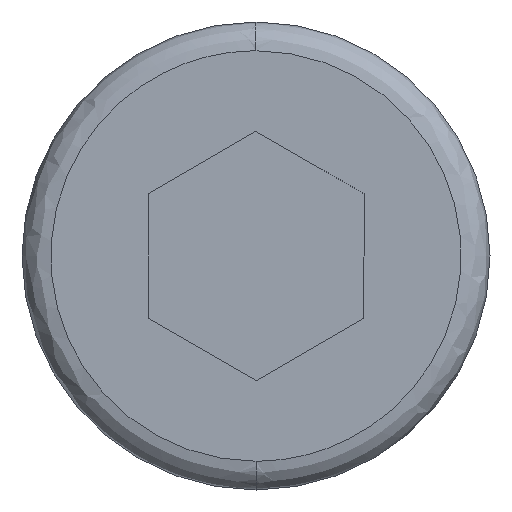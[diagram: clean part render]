
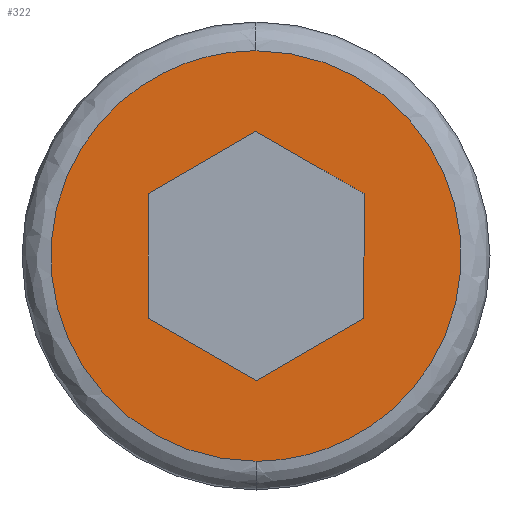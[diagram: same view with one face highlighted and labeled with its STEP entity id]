
A CAD part, left-side view. The second image highlights one B-rep face of the part: STEP entity #322.
In plain terms, the highlighted planar face has unit normal (-1, 0, 0).
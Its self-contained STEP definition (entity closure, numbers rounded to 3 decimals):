
#3 = VERTEX_POINT ( 'NONE', #506 ) ;
#5 = CARTESIAN_POINT ( 'NONE',  ( -8., 0., -5.7 ) ) ;
#11 = EDGE_CURVE ( 'NONE', #3, #442, #179, .T. ) ;
#16 = DIRECTION ( 'NONE',  ( 0., 0., -1. ) ) ;
#22 = VERTEX_POINT ( 'NONE', #214 ) ;
#23 = PLANE ( 'NONE',  #513 ) ;
#29 = ORIENTED_EDGE ( 'NONE', *, *, #428, .F. ) ;
#40 = EDGE_CURVE ( 'NONE', #22, #375, #231, .T. ) ;
#62 = CARTESIAN_POINT ( 'NONE',  ( -8., -3., 1.732 ) ) ;
#69 = EDGE_CURVE ( 'NONE', #363, #482, #252, .T. ) ;
#70 = CARTESIAN_POINT ( 'NONE',  ( -8., 4.982, 0. ) ) ;
#73 = CARTESIAN_POINT ( 'NONE',  ( -8., 0., 5.7 ) ) ;
#75 = CARTESIAN_POINT ( 'NONE',  ( -8., 11.4, -5.7 ) ) ;
#105 = CARTESIAN_POINT ( 'NONE',  ( -8., 0., -3.464 ) ) ;
#106 = FACE_OUTER_BOUND ( 'NONE', #443, .T. ) ;
#109 = EDGE_CURVE ( 'NONE', #194, #3, #202, .T. ) ;
#116 =( BOUNDED_CURVE ( )  B_SPLINE_CURVE ( 3, ( #334, #75, #120, #73 ),
 .UNSPECIFIED., .F., .F. ) 
 B_SPLINE_CURVE_WITH_KNOTS ( ( 4, 4 ),
 ( 0.25, 0.75 ),
 .UNSPECIFIED. ) 
 CURVE ( )  GEOMETRIC_REPRESENTATION_ITEM ( )  RATIONAL_B_SPLINE_CURVE ( ( 1., 0.333, 0.333, 1. ) ) 
 REPRESENTATION_ITEM ( '' )  );
#120 = CARTESIAN_POINT ( 'NONE',  ( -8., 11.4, 5.7 ) ) ;
#135 = DIRECTION ( 'NONE',  ( 0., -0.866, 0.5 ) ) ;
#136 = LINE ( 'NONE', #249, #185 ) ;
#141 = CARTESIAN_POINT ( 'NONE',  ( -8., 0., 3.464 ) ) ;
#146 = DIRECTION ( 'NONE',  ( 0., 0., 1. ) ) ;
#153 = CARTESIAN_POINT ( 'NONE',  ( -8., 0., 3.464 ) ) ;
#162 = CARTESIAN_POINT ( 'NONE',  ( -8., -3., -1.732 ) ) ;
#177 = VECTOR ( 'NONE', #266, 1000. ) ;
#179 = LINE ( 'NONE', #162, #338 ) ;
#180 = ORIENTED_EDGE ( 'NONE', *, *, #109, .T. ) ;
#181 = DIRECTION ( 'NONE',  ( 0., -0.866, -0.5 ) ) ;
#185 = VECTOR ( 'NONE', #416, 1000. ) ;
#194 = VERTEX_POINT ( 'NONE', #62 ) ;
#202 = LINE ( 'NONE', #235, #374 ) ;
#209 = DIRECTION ( 'NONE',  ( 0., 0.866, -0.5 ) ) ;
#214 = CARTESIAN_POINT ( 'NONE',  ( -8., 0., 5.7 ) ) ;
#228 = EDGE_CURVE ( 'NONE', #482, #194, #348, .T. ) ;
#231 =( BOUNDED_CURVE ( )  B_SPLINE_CURVE ( 3, ( #473, #426, #475, #5 ),
 .UNSPECIFIED., .F., .F. ) 
 B_SPLINE_CURVE_WITH_KNOTS ( ( 4, 4 ),
 ( 0.75, 1.25 ),
 .UNSPECIFIED. ) 
 CURVE ( )  GEOMETRIC_REPRESENTATION_ITEM ( )  RATIONAL_B_SPLINE_CURVE ( ( 1., 0.333, 0.333, 1. ) ) 
 REPRESENTATION_ITEM ( '' )  );
#235 = CARTESIAN_POINT ( 'NONE',  ( -8., -3., 0. ) ) ;
#249 = CARTESIAN_POINT ( 'NONE',  ( -8., 3., 0. ) ) ;
#252 = LINE ( 'NONE', #468, #333 ) ;
#253 = EDGE_LOOP ( 'NONE', ( #538, #431, #496, #387, #432, #180 ) ) ;
#266 = DIRECTION ( 'NONE',  ( 0., 0.866, 0.5 ) ) ;
#321 = DIRECTION ( 'NONE',  ( -1., 0., 0. ) ) ;
#322 = ADVANCED_FACE ( 'NONE', ( #441, #106 ), #23, .T. ) ;
#333 = VECTOR ( 'NONE', #135, 1000. ) ;
#334 = CARTESIAN_POINT ( 'NONE',  ( -8., 0., -5.7 ) ) ;
#338 = VECTOR ( 'NONE', #209, 1000. ) ;
#348 = LINE ( 'NONE', #141, #367 ) ;
#355 = LINE ( 'NONE', #105, #177 ) ;
#363 = VERTEX_POINT ( 'NONE', #410 ) ;
#367 = VECTOR ( 'NONE', #181, 1000. ) ;
#374 = VECTOR ( 'NONE', #16, 1000. ) ;
#375 = VERTEX_POINT ( 'NONE', #537 ) ;
#387 = ORIENTED_EDGE ( 'NONE', *, *, #69, .T. ) ;
#395 = VERTEX_POINT ( 'NONE', #497 ) ;
#410 = CARTESIAN_POINT ( 'NONE',  ( -8., 3., 1.732 ) ) ;
#414 = ORIENTED_EDGE ( 'NONE', *, *, #40, .F. ) ;
#416 = DIRECTION ( 'NONE',  ( 0., 0., 1. ) ) ;
#426 = CARTESIAN_POINT ( 'NONE',  ( -8., -11.4, 5.7 ) ) ;
#428 = EDGE_CURVE ( 'NONE', #375, #22, #116, .T. ) ;
#431 = ORIENTED_EDGE ( 'NONE', *, *, #467, .T. ) ;
#432 = ORIENTED_EDGE ( 'NONE', *, *, #228, .T. ) ;
#441 = FACE_BOUND ( 'NONE', #253, .T. ) ;
#442 = VERTEX_POINT ( 'NONE', #455 ) ;
#443 = EDGE_LOOP ( 'NONE', ( #29, #414 ) ) ;
#455 = CARTESIAN_POINT ( 'NONE',  ( -8., 0., -3.464 ) ) ;
#467 = EDGE_CURVE ( 'NONE', #442, #395, #355, .T. ) ;
#468 = CARTESIAN_POINT ( 'NONE',  ( -8., 3., 1.732 ) ) ;
#473 = CARTESIAN_POINT ( 'NONE',  ( -8., 0., 5.7 ) ) ;
#475 = CARTESIAN_POINT ( 'NONE',  ( -8., -11.4, -5.7 ) ) ;
#482 = VERTEX_POINT ( 'NONE', #153 ) ;
#496 = ORIENTED_EDGE ( 'NONE', *, *, #510, .T. ) ;
#497 = CARTESIAN_POINT ( 'NONE',  ( -8., 3., -1.732 ) ) ;
#506 = CARTESIAN_POINT ( 'NONE',  ( -8., -3., -1.732 ) ) ;
#510 = EDGE_CURVE ( 'NONE', #395, #363, #136, .T. ) ;
#513 = AXIS2_PLACEMENT_3D ( 'NONE', #70, #321, #146 ) ;
#537 = CARTESIAN_POINT ( 'NONE',  ( -8., 0., -5.7 ) ) ;
#538 = ORIENTED_EDGE ( 'NONE', *, *, #11, .T. ) ;
